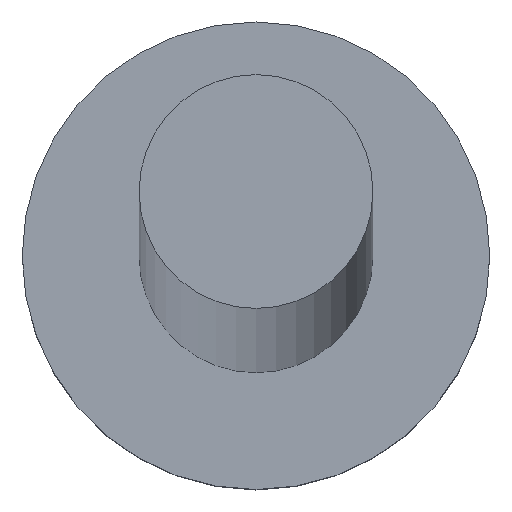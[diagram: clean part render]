
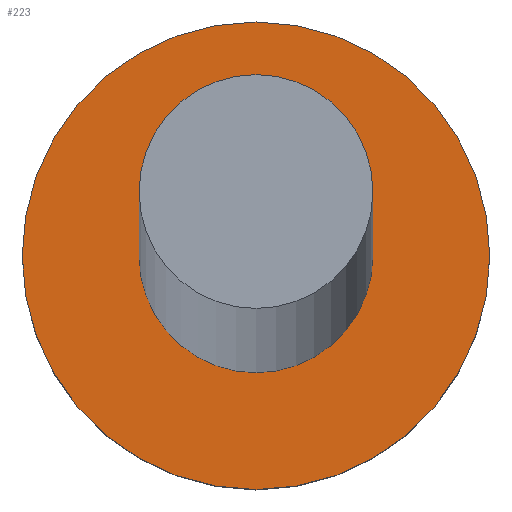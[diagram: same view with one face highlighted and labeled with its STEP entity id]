
A CAD part, top view. The second image highlights one B-rep face of the part: STEP entity #223.
In plain terms, the highlighted planar face has unit normal (0, 0, 1).
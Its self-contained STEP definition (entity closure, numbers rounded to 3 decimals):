
#2 = AXIS2_PLACEMENT_3D ( 'NONE', #182, #96, #174 ) ;
#19 = CARTESIAN_POINT ( 'NONE',  ( -2., 0., 2. ) ) ;
#30 = EDGE_LOOP ( 'NONE', ( #172, #53 ) ) ;
#32 = VERTEX_POINT ( 'NONE', #211 ) ;
#35 = DIRECTION ( 'NONE',  ( 1., 0., 0. ) ) ;
#38 = DIRECTION ( 'NONE',  ( 0., 0., 1. ) ) ;
#46 = EDGE_CURVE ( 'NONE', #153, #188, #69, .T. ) ;
#50 = AXIS2_PLACEMENT_3D ( 'NONE', #179, #214, #81 ) ;
#53 = ORIENTED_EDGE ( 'NONE', *, *, #156, .T. ) ;
#55 = EDGE_CURVE ( 'NONE', #188, #153, #250, .T. ) ;
#58 = PLANE ( 'NONE',  #247 ) ;
#67 = DIRECTION ( 'NONE',  ( 1., 0., 0. ) ) ;
#69 = CIRCLE ( 'NONE', #180, 1. ) ;
#77 = FACE_BOUND ( 'NONE', #94, .T. ) ;
#81 = DIRECTION ( 'NONE',  ( 1., 0., 0. ) ) ;
#91 = ORIENTED_EDGE ( 'NONE', *, *, #46, .F. ) ;
#94 = EDGE_LOOP ( 'NONE', ( #168, #91 ) ) ;
#96 = DIRECTION ( 'NONE',  ( 0., 0., 1. ) ) ;
#98 = DIRECTION ( 'NONE',  ( 0., 0., 1. ) ) ;
#101 = CARTESIAN_POINT ( 'NONE',  ( 1., 0., 2. ) ) ;
#103 = AXIS2_PLACEMENT_3D ( 'NONE', #196, #98, #35 ) ;
#110 = CIRCLE ( 'NONE', #50, 2. ) ;
#112 = CIRCLE ( 'NONE', #2, 2. ) ;
#118 = DIRECTION ( 'NONE',  ( 1., 0., 0. ) ) ;
#124 = CARTESIAN_POINT ( 'NONE',  ( -1., 0., 2. ) ) ;
#134 = CARTESIAN_POINT ( 'NONE',  ( 0., 0., 2. ) ) ;
#153 = VERTEX_POINT ( 'NONE', #101 ) ;
#155 = FACE_OUTER_BOUND ( 'NONE', #30, .T. ) ;
#156 = EDGE_CURVE ( 'NONE', #32, #227, #110, .T. ) ;
#168 = ORIENTED_EDGE ( 'NONE', *, *, #55, .F. ) ;
#172 = ORIENTED_EDGE ( 'NONE', *, *, #219, .T. ) ;
#174 = DIRECTION ( 'NONE',  ( 1., 0., 0. ) ) ;
#179 = CARTESIAN_POINT ( 'NONE',  ( 0., 0., 2. ) ) ;
#180 = AXIS2_PLACEMENT_3D ( 'NONE', #228, #38, #118 ) ;
#182 = CARTESIAN_POINT ( 'NONE',  ( 0., 0., 2. ) ) ;
#188 = VERTEX_POINT ( 'NONE', #124 ) ;
#196 = CARTESIAN_POINT ( 'NONE',  ( 0., 0., 2. ) ) ;
#210 = DIRECTION ( 'NONE',  ( 0., 0., 1. ) ) ;
#211 = CARTESIAN_POINT ( 'NONE',  ( 2., 0., 2. ) ) ;
#214 = DIRECTION ( 'NONE',  ( 0., 0., 1. ) ) ;
#219 = EDGE_CURVE ( 'NONE', #227, #32, #112, .T. ) ;
#223 = ADVANCED_FACE ( 'NONE', ( #77, #155 ), #58, .T. ) ;
#227 = VERTEX_POINT ( 'NONE', #19 ) ;
#228 = CARTESIAN_POINT ( 'NONE',  ( 0., 0., 2. ) ) ;
#247 = AXIS2_PLACEMENT_3D ( 'NONE', #134, #210, #67 ) ;
#250 = CIRCLE ( 'NONE', #103, 1. ) ;
